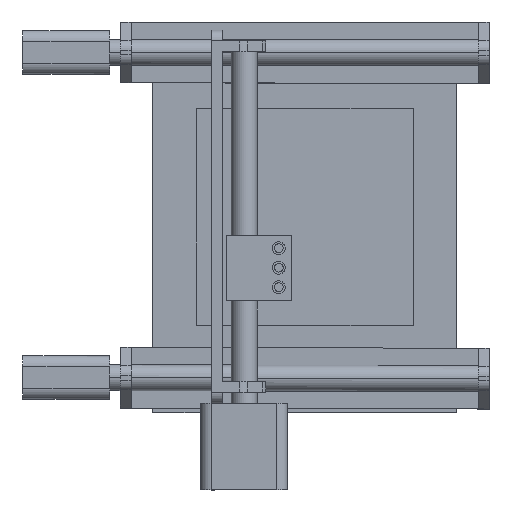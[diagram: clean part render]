
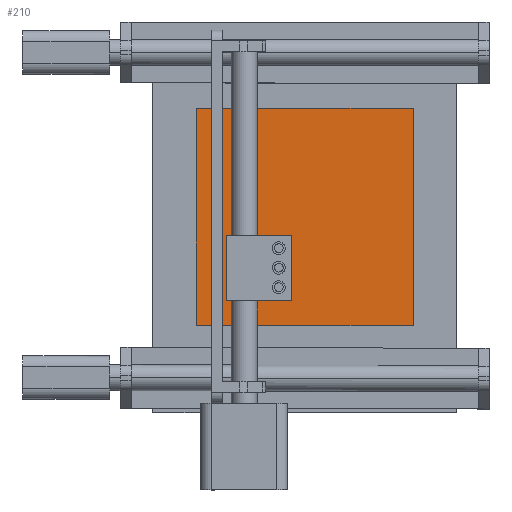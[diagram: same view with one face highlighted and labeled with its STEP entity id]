
A CAD part, top view. The second image highlights one B-rep face of the part: STEP entity #210.
In plain terms, the highlighted planar face has unit normal (0, 0, 1).
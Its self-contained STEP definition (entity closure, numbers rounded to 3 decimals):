
#74=CARTESIAN_POINT('Vertex',(50.,50.,100.)) ;
#88=CARTESIAN_POINT('Vertex',(-50.,50.,100.)) ;
#91=CARTESIAN_POINT('Line Origine',(0.,50.,100.)) ;
#119=CARTESIAN_POINT('Vertex',(-50.,-50.,100.)) ;
#122=CARTESIAN_POINT('Line Origine',(-50.,0.,100.)) ;
#150=CARTESIAN_POINT('Vertex',(50.,-50.,100.)) ;
#153=CARTESIAN_POINT('Line Origine',(0.,-50.,100.)) ;
#175=CARTESIAN_POINT('Line Origine',(50.,0.,100.)) ;
#199=CARTESIAN_POINT('Axis2P3D Location',(0.,0.,100.)) ;
#92=DIRECTION('Vector Direction',(1.,0.,0.)) ;
#123=DIRECTION('Vector Direction',(0.,1.,0.)) ;
#154=DIRECTION('Vector Direction',(-1.,0.,0.)) ;
#176=DIRECTION('Vector Direction',(0.,-1.,0.)) ;
#200=DIRECTION('Axis2P3D Direction',(0.,0.,1.)) ;
#201=DIRECTION('Axis2P3D XDirection',(1.,0.,0.)) ;
#202=AXIS2_PLACEMENT_3D('Plane Axis2P3D',#199,#200,#201) ;
#205=ORIENTED_EDGE('',*,*,#95,.T.) ;
#206=ORIENTED_EDGE('',*,*,#126,.T.) ;
#207=ORIENTED_EDGE('',*,*,#157,.T.) ;
#208=ORIENTED_EDGE('',*,*,#179,.T.) ;
#93=VECTOR('Line Direction',#92,1.) ;
#124=VECTOR('Line Direction',#123,1.) ;
#155=VECTOR('Line Direction',#154,1.) ;
#177=VECTOR('Line Direction',#176,1.) ;
#210=ADVANCED_FACE('Volume Extrude.2',(#209),#203,.T.) ;
#95=EDGE_CURVE('',#75,#89,#94,.F.) ;
#126=EDGE_CURVE('',#89,#120,#125,.F.) ;
#157=EDGE_CURVE('',#120,#151,#156,.F.) ;
#179=EDGE_CURVE('',#151,#75,#178,.F.) ;
#204=EDGE_LOOP('',(#205,#206,#207,#208)) ;
#209=FACE_OUTER_BOUND('',#204,.T.) ;
#94=LINE('Line',#91,#93) ;
#125=LINE('Line',#122,#124) ;
#156=LINE('Line',#153,#155) ;
#178=LINE('Line',#175,#177) ;
#203=PLANE('Plane',#202) ;
#75=VERTEX_POINT('',#74) ;
#89=VERTEX_POINT('',#88) ;
#120=VERTEX_POINT('',#119) ;
#151=VERTEX_POINT('',#150) ;
